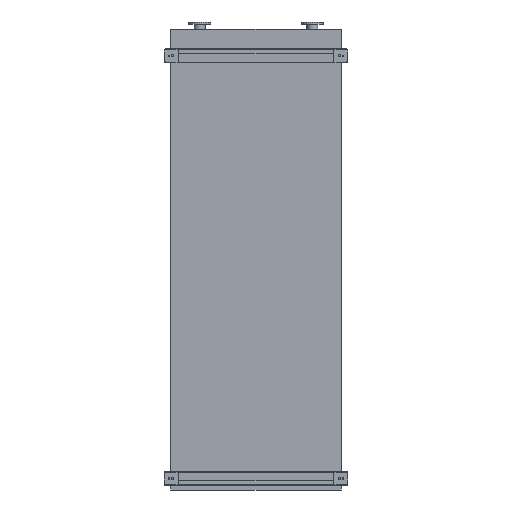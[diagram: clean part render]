
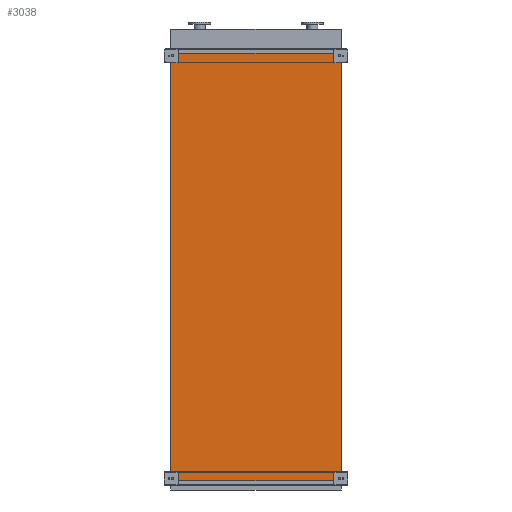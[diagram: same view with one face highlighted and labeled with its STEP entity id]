
A CAD part, front view. The second image highlights one B-rep face of the part: STEP entity #3038.
In plain terms, the highlighted planar face has unit normal (0, -1, 0).
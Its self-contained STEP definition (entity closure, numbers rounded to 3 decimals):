
#652 = LINE ( 'NONE', #18696, #10007 ) ;
#1195 = VERTEX_POINT ( 'NONE', #23423 ) ;
#2211 = LINE ( 'NONE', #19939, #20145 ) ;
#3038 = ADVANCED_FACE ( 'NONE', ( #22638 ), #4457, .T. ) ;
#3806 = EDGE_CURVE ( 'NONE', #19320, #9086, #18019, .T. ) ;
#4457 = PLANE ( 'NONE',  #21227 ) ;
#4702 = EDGE_CURVE ( 'NONE', #9086, #13612, #21997, .T. ) ;
#5070 = ORIENTED_EDGE ( 'NONE', *, *, #3806, .T. ) ;
#5075 = CARTESIAN_POINT ( 'NONE',  ( -845., 0., -4250. ) ) ;
#6511 = CARTESIAN_POINT ( 'NONE',  ( -845., 0., -4250. ) ) ;
#6580 = CARTESIAN_POINT ( 'NONE',  ( 845., 0., -4250. ) ) ;
#7094 = DIRECTION ( 'NONE',  ( 0., 0., 1. ) ) ;
#7694 = DIRECTION ( 'NONE',  ( 1., 0., 0. ) ) ;
#7845 = EDGE_LOOP ( 'NONE', ( #10783, #7863, #5070, #18233 ) ) ;
#7863 = ORIENTED_EDGE ( 'NONE', *, *, #18903, .F. ) ;
#8218 = DIRECTION ( 'NONE',  ( 0., 0., -1. ) ) ;
#8281 = VECTOR ( 'NONE', #18091, 1000. ) ;
#9086 = VERTEX_POINT ( 'NONE', #6580 ) ;
#10007 = VECTOR ( 'NONE', #7694, 1000. ) ;
#10783 = ORIENTED_EDGE ( 'NONE', *, *, #22911, .F. ) ;
#11645 = CARTESIAN_POINT ( 'NONE',  ( 845., 0., -4250. ) ) ;
#12222 = VECTOR ( 'NONE', #13578, 1000. ) ;
#13578 = DIRECTION ( 'NONE',  ( 0., 0., 1. ) ) ;
#13612 = VERTEX_POINT ( 'NONE', #21903 ) ;
#18019 = LINE ( 'NONE', #5075, #8281 ) ;
#18091 = DIRECTION ( 'NONE',  ( 1., 0., 0. ) ) ;
#18233 = ORIENTED_EDGE ( 'NONE', *, *, #4702, .T. ) ;
#18696 = CARTESIAN_POINT ( 'NONE',  ( -845., 0., 0. ) ) ;
#18903 = EDGE_CURVE ( 'NONE', #19320, #1195, #2211, .T. ) ;
#19204 = DIRECTION ( 'NONE',  ( 0., -1., 0. ) ) ;
#19320 = VERTEX_POINT ( 'NONE', #6511 ) ;
#19939 = CARTESIAN_POINT ( 'NONE',  ( -845., 0., -4250. ) ) ;
#20145 = VECTOR ( 'NONE', #7094, 1000. ) ;
#21227 = AXIS2_PLACEMENT_3D ( 'NONE', #22710, #19204, #8218 ) ;
#21903 = CARTESIAN_POINT ( 'NONE',  ( 845., 0., 0. ) ) ;
#21997 = LINE ( 'NONE', #11645, #12222 ) ;
#22638 = FACE_OUTER_BOUND ( 'NONE', #7845, .T. ) ;
#22710 = CARTESIAN_POINT ( 'NONE',  ( -845., 0., -4250. ) ) ;
#22911 = EDGE_CURVE ( 'NONE', #1195, #13612, #652, .T. ) ;
#23423 = CARTESIAN_POINT ( 'NONE',  ( -845., 0., 0. ) ) ;
